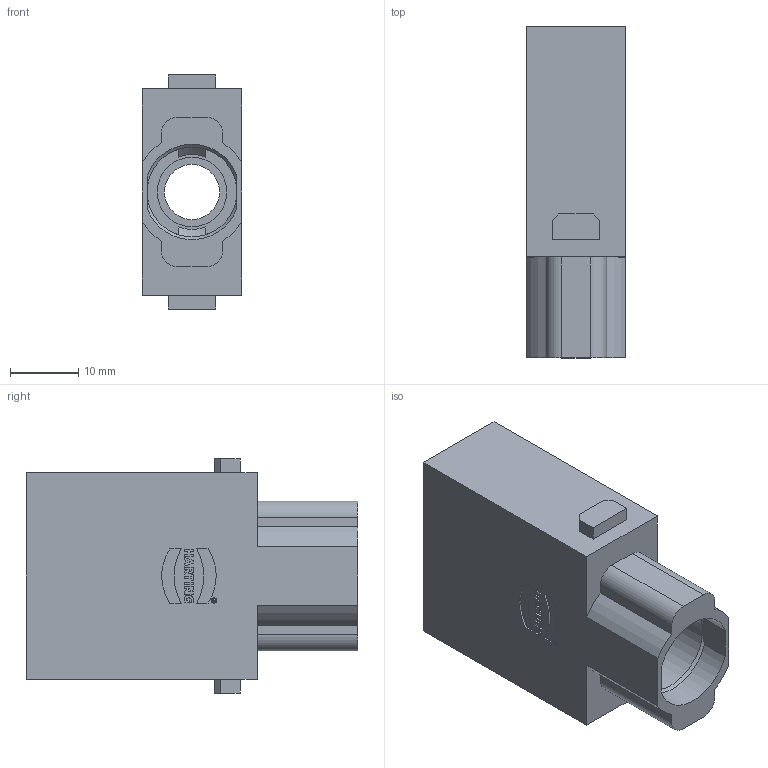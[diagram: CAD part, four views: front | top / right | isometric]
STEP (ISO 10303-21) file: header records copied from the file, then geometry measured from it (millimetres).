
FILE_DESCRIPTION(/* description */ (''),/* implementation_level */ '2;1');
FILE_NAME(/* name */ '100209755ugm000_b.stp',/* time_stamp */ '2017-10-26T14:16:01+02:00',/* author */ (''),/* organization */ (''),/* preprocessor_version */ 'ST-DEVELOPER v16',/* originating_system */ 'SIEMENS PLM Software NX 10.0',/* authorisation */ '');
FILE_SCHEMA (('AUTOMOTIVE_DESIGN { 1 0 10303 214 3 1 1 1 }'));
Length unit declared in the file: millimetre
Products named in the file (1): 100209755ugm000_b
Bounding box: 14.65 x 48.7 x 34.4 mm (x, y, z)
Volume: 10264.9 mm3; surface area: 7461.2 mm2
Topology: 1 solids, 1 shells, 184 faces, 484 edges, 326 vertices
Faces by surface type: plane 149, cylinder 22, bspline 9, cone 4
Full cylindrical faces by diameter (mm): 0.603 x1, 0.789 x1, 8.1 x1, 12.1 x1, 13.2 x1
Entity records: 6570 total; most frequent: CARTESIAN_POINT 1298, ORIENTED_EDGE 956, DIRECTION 862, EDGE_CURVE 478, LINE 394, VECTOR 394, VERTEX_POINT 324, AXIS2_PLACEMENT_3D 234
